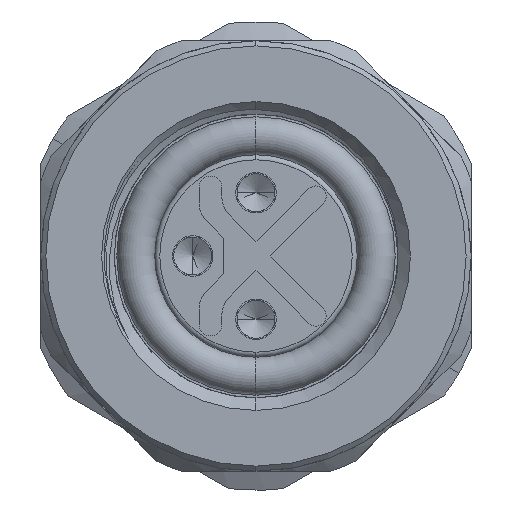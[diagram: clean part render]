
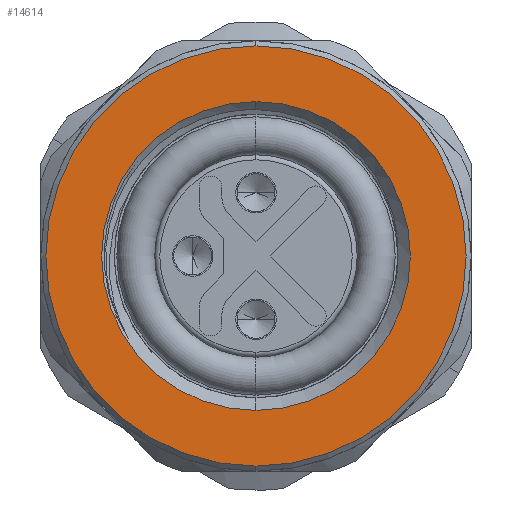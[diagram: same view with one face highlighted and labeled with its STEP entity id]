
A CAD part, left-side view. The second image highlights one B-rep face of the part: STEP entity #14614.
In plain terms, the highlighted face is planar.
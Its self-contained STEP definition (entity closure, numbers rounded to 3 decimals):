
#258 = ORIENTED_EDGE ( 'NONE', *, *, #18975, .T. ) ;
#1038 = CARTESIAN_POINT ( 'NONE',  ( 10.5, 0., -6.1 ) ) ;
#1965 = ORIENTED_EDGE ( 'NONE', *, *, #4770, .T. ) ;
#3099 = DIRECTION ( 'NONE',  ( 0., 0., 1. ) ) ;
#3496 = ORIENTED_EDGE ( 'NONE', *, *, #11449, .T. ) ;
#3507 = DIRECTION ( 'NONE',  ( 0., 0., 1. ) ) ;
#4024 = AXIS2_PLACEMENT_3D ( 'NONE', #17709, #4624, #13811 ) ;
#4313 = DIRECTION ( 'NONE',  ( -1., 0., 0. ) ) ;
#4346 = CIRCLE ( 'NONE', #5954, 6.1 ) ;
#4624 = DIRECTION ( 'NONE',  ( 1., 0., 0. ) ) ;
#4652 = DIRECTION ( 'NONE',  ( -1., 0., 0. ) ) ;
#4653 = AXIS2_PLACEMENT_3D ( 'NONE', #7402, #4313, #11827 ) ;
#4770 = EDGE_CURVE ( 'NONE', #7620, #16110, #10034, .T. ) ;
#5954 = AXIS2_PLACEMENT_3D ( 'NONE', #18231, #4652, #10754 ) ;
#6211 = AXIS2_PLACEMENT_3D ( 'NONE', #12586, #17188, #3507 ) ;
#7100 = EDGE_CURVE ( 'NONE', #16110, #7620, #12654, .T. ) ;
#7402 = CARTESIAN_POINT ( 'NONE',  ( 10.5, 0., 0. ) ) ;
#7588 = FACE_OUTER_BOUND ( 'NONE', #14360, .T. ) ;
#7620 = VERTEX_POINT ( 'NONE', #9838 ) ;
#7752 = CARTESIAN_POINT ( 'NONE',  ( 10.5, 0., -8.3 ) ) ;
#9838 = CARTESIAN_POINT ( 'NONE',  ( 10.5, 0., 8.3 ) ) ;
#10034 = CIRCLE ( 'NONE', #6211, 8.3 ) ;
#10185 = VERTEX_POINT ( 'NONE', #1038 ) ;
#10685 = DIRECTION ( 'NONE',  ( -1., 0., 0. ) ) ;
#10754 = DIRECTION ( 'NONE',  ( 0., 0., 1. ) ) ;
#11449 = EDGE_CURVE ( 'NONE', #10185, #16245, #4346, .T. ) ;
#11550 = CARTESIAN_POINT ( 'NONE',  ( 10.5, 0., 6.1 ) ) ;
#11806 = CARTESIAN_POINT ( 'NONE',  ( 10.5, 8.5, 0. ) ) ;
#11827 = DIRECTION ( 'NONE',  ( 0., 0., 1. ) ) ;
#12586 = CARTESIAN_POINT ( 'NONE',  ( 10.5, 0., 0. ) ) ;
#12654 = CIRCLE ( 'NONE', #4024, 8.3 ) ;
#13582 = FACE_BOUND ( 'NONE', #16651, .T. ) ;
#13811 = DIRECTION ( 'NONE',  ( 0., 0., 1. ) ) ;
#13901 = CIRCLE ( 'NONE', #4653, 6.1 ) ;
#14360 = EDGE_LOOP ( 'NONE', ( #1965, #19468 ) ) ;
#14614 = ADVANCED_FACE ( 'NONE', ( #7588, #13582 ), #19689, .F. ) ;
#16110 = VERTEX_POINT ( 'NONE', #7752 ) ;
#16245 = VERTEX_POINT ( 'NONE', #11550 ) ;
#16651 = EDGE_LOOP ( 'NONE', ( #3496, #258 ) ) ;
#17092 = AXIS2_PLACEMENT_3D ( 'NONE', #11806, #10685, #3099 ) ;
#17188 = DIRECTION ( 'NONE',  ( 1., 0., 0. ) ) ;
#17709 = CARTESIAN_POINT ( 'NONE',  ( 10.5, 0., 0. ) ) ;
#18231 = CARTESIAN_POINT ( 'NONE',  ( 10.5, 0., 0. ) ) ;
#18975 = EDGE_CURVE ( 'NONE', #16245, #10185, #13901, .T. ) ;
#19468 = ORIENTED_EDGE ( 'NONE', *, *, #7100, .T. ) ;
#19689 = PLANE ( 'NONE',  #17092 ) ;
